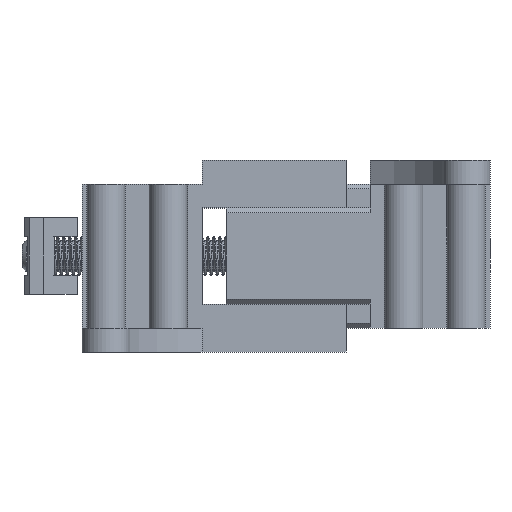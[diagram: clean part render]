
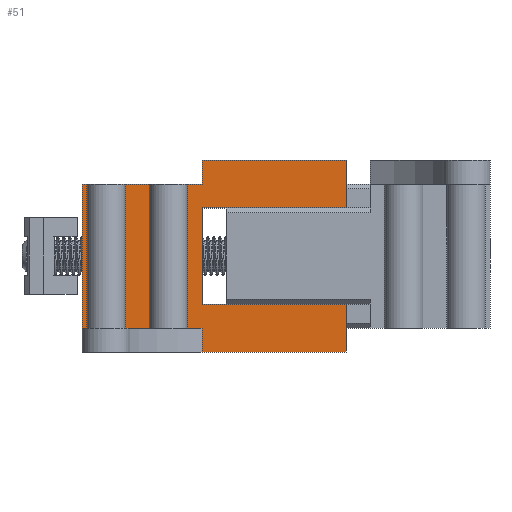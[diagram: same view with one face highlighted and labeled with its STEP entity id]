
A CAD part, front view. The second image highlights one B-rep face of the part: STEP entity #51.
In plain terms, the highlighted planar face has unit normal (0, -1, 0).
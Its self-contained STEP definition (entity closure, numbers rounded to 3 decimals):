
#51 = ADVANCED_FACE('',(#52),#150,.F.);
#52 = FACE_BOUND('',#53,.F.);
#53 = EDGE_LOOP('',(#54,#64,#72,#80,#88,#96,#104,#112,#120,#128,#136,
    #144));
#54 = ORIENTED_EDGE('',*,*,#55,.F.);
#55 = EDGE_CURVE('',#56,#58,#60,.T.);
#56 = VERTEX_POINT('',#57);
#57 = CARTESIAN_POINT('',(-17.5,40.,-20.));
#58 = VERTEX_POINT('',#59);
#59 = CARTESIAN_POINT('',(12.5,40.,-20.));
#60 = LINE('',#61,#62);
#61 = CARTESIAN_POINT('',(-42.5,40.,-20.));
#62 = VECTOR('',#63,1.);
#63 = DIRECTION('',(1.,0.,0.));
#64 = ORIENTED_EDGE('',*,*,#65,.T.);
#65 = EDGE_CURVE('',#56,#66,#68,.T.);
#66 = VERTEX_POINT('',#67);
#67 = CARTESIAN_POINT('',(-17.5,40.,-15.));
#68 = LINE('',#69,#70);
#69 = CARTESIAN_POINT('',(-17.5,40.,-20.));
#70 = VECTOR('',#71,1.);
#71 = DIRECTION('',(0.,0.,1.));
#72 = ORIENTED_EDGE('',*,*,#73,.T.);
#73 = EDGE_CURVE('',#66,#74,#76,.T.);
#74 = VERTEX_POINT('',#75);
#75 = CARTESIAN_POINT('',(-42.5,40.,-15.));
#76 = LINE('',#77,#78);
#77 = CARTESIAN_POINT('',(-30.,40.,-15.));
#78 = VECTOR('',#79,1.);
#79 = DIRECTION('',(-1.,0.,0.));
#80 = ORIENTED_EDGE('',*,*,#81,.T.);
#81 = EDGE_CURVE('',#74,#82,#84,.T.);
#82 = VERTEX_POINT('',#83);
#83 = CARTESIAN_POINT('',(-42.5,40.,15.));
#84 = LINE('',#85,#86);
#85 = CARTESIAN_POINT('',(-42.5,40.,-20.));
#86 = VECTOR('',#87,1.);
#87 = DIRECTION('',(0.,0.,1.));
#88 = ORIENTED_EDGE('',*,*,#89,.F.);
#89 = EDGE_CURVE('',#90,#82,#92,.T.);
#90 = VERTEX_POINT('',#91);
#91 = CARTESIAN_POINT('',(-17.5,40.,15.));
#92 = LINE('',#93,#94);
#93 = CARTESIAN_POINT('',(-30.,40.,15.));
#94 = VECTOR('',#95,1.);
#95 = DIRECTION('',(-1.,0.,0.));
#96 = ORIENTED_EDGE('',*,*,#97,.F.);
#97 = EDGE_CURVE('',#98,#90,#100,.T.);
#98 = VERTEX_POINT('',#99);
#99 = CARTESIAN_POINT('',(-17.5,40.,20.));
#100 = LINE('',#101,#102);
#101 = CARTESIAN_POINT('',(-17.5,40.,0.));
#102 = VECTOR('',#103,1.);
#103 = DIRECTION('',(0.,0.,-1.));
#104 = ORIENTED_EDGE('',*,*,#105,.T.);
#105 = EDGE_CURVE('',#98,#106,#108,.T.);
#106 = VERTEX_POINT('',#107);
#107 = CARTESIAN_POINT('',(12.5,40.,20.));
#108 = LINE('',#109,#110);
#109 = CARTESIAN_POINT('',(-42.5,40.,20.));
#110 = VECTOR('',#111,1.);
#111 = DIRECTION('',(1.,0.,0.));
#112 = ORIENTED_EDGE('',*,*,#113,.F.);
#113 = EDGE_CURVE('',#114,#106,#116,.T.);
#114 = VERTEX_POINT('',#115);
#115 = CARTESIAN_POINT('',(12.5,40.,10.));
#116 = LINE('',#117,#118);
#117 = CARTESIAN_POINT('',(12.5,40.,-20.));
#118 = VECTOR('',#119,1.);
#119 = DIRECTION('',(0.,0.,1.));
#120 = ORIENTED_EDGE('',*,*,#121,.T.);
#121 = EDGE_CURVE('',#114,#122,#124,.T.);
#122 = VERTEX_POINT('',#123);
#123 = CARTESIAN_POINT('',(-17.5,40.,10.));
#124 = LINE('',#125,#126);
#125 = CARTESIAN_POINT('',(12.5,40.,10.));
#126 = VECTOR('',#127,1.);
#127 = DIRECTION('',(-1.,-0.,-0.));
#128 = ORIENTED_EDGE('',*,*,#129,.T.);
#129 = EDGE_CURVE('',#122,#130,#132,.T.);
#130 = VERTEX_POINT('',#131);
#131 = CARTESIAN_POINT('',(-17.5,40.,-10.));
#132 = LINE('',#133,#134);
#133 = CARTESIAN_POINT('',(-17.5,40.,10.));
#134 = VECTOR('',#135,1.);
#135 = DIRECTION('',(0.,0.,-1.));
#136 = ORIENTED_EDGE('',*,*,#137,.F.);
#137 = EDGE_CURVE('',#138,#130,#140,.T.);
#138 = VERTEX_POINT('',#139);
#139 = CARTESIAN_POINT('',(12.5,40.,-10.));
#140 = LINE('',#141,#142);
#141 = CARTESIAN_POINT('',(12.5,40.,-10.));
#142 = VECTOR('',#143,1.);
#143 = DIRECTION('',(-1.,-0.,-0.));
#144 = ORIENTED_EDGE('',*,*,#145,.F.);
#145 = EDGE_CURVE('',#58,#138,#146,.T.);
#146 = LINE('',#147,#148);
#147 = CARTESIAN_POINT('',(12.5,40.,-20.));
#148 = VECTOR('',#149,1.);
#149 = DIRECTION('',(0.,0.,1.));
#150 = PLANE('',#151);
#151 = AXIS2_PLACEMENT_3D('',#152,#153,#154);
#152 = CARTESIAN_POINT('',(-42.5,40.,-20.));
#153 = DIRECTION('',(0.,1.,0.));
#154 = DIRECTION('',(1.,0.,0.));
